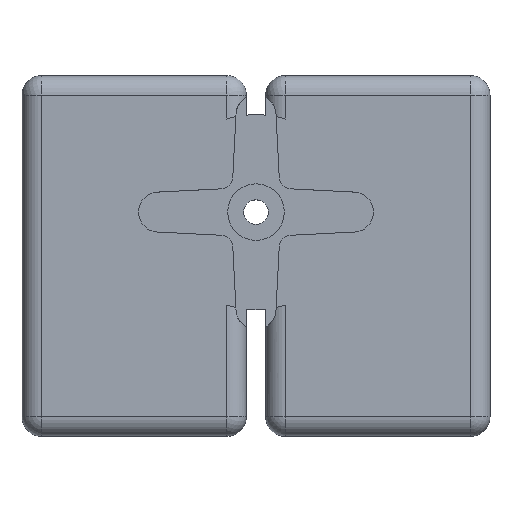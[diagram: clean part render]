
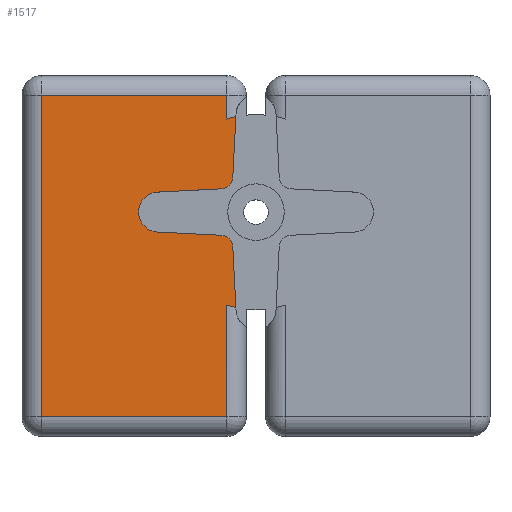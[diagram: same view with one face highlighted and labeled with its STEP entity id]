
A CAD part, top view. The second image highlights one B-rep face of the part: STEP entity #1517.
In plain terms, the highlighted planar face has unit normal (0, 0, 1).
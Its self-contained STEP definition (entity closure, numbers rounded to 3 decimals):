
#72=CIRCLE('',#1629,2.05);
#73=CIRCLE('',#1632,1.4);
#74=CIRCLE('',#1634,1.4);
#80=CIRCLE('',#1653,1.4);
#81=CIRCLE('',#1655,1.4);
#83=CIRCLE('',#1660,10.);
#85=CIRCLE('',#1664,10.);
#237=FACE_OUTER_BOUND('',#333,.T.);
#333=EDGE_LOOP('',(#1213,#1214,#1215,#1216,#1217,#1218,#1219,#1220,#1221,
#1222,#1223,#1224,#1225,#1226,#1227,#1228));
#429=LINE('',#2446,#547);
#447=LINE('',#2537,#565);
#463=LINE('',#2600,#581);
#467=LINE('',#2611,#585);
#468=LINE('',#2621,#586);
#469=LINE('',#2638,#587);
#470=LINE('',#2640,#588);
#471=LINE('',#2642,#589);
#472=LINE('',#2643,#590);
#547=VECTOR('',#1876,10.);
#565=VECTOR('',#1936,10.);
#581=VECTOR('',#1994,10.);
#585=VECTOR('',#2008,10.);
#586=VECTOR('',#2011,10.);
#587=VECTOR('',#2026,10.);
#588=VECTOR('',#2027,10.);
#589=VECTOR('',#2028,10.);
#590=VECTOR('',#2029,10.);
#679=VERTEX_POINT('',#2443);
#680=VERTEX_POINT('',#2445);
#706=VERTEX_POINT('',#2530);
#707=VERTEX_POINT('',#2532);
#708=VERTEX_POINT('',#2536);
#709=VERTEX_POINT('',#2540);
#721=VERTEX_POINT('',#2597);
#722=VERTEX_POINT('',#2599);
#723=VERTEX_POINT('',#2603);
#724=VERTEX_POINT('',#2607);
#725=VERTEX_POINT('',#2613);
#726=VERTEX_POINT('',#2620);
#728=VERTEX_POINT('',#2635);
#729=VERTEX_POINT('',#2637);
#730=VERTEX_POINT('',#2639);
#731=VERTEX_POINT('',#2641);
#832=EDGE_CURVE('',#680,#679,#429,.T.);
#865=EDGE_CURVE('',#707,#706,#72,.T.);
#867=EDGE_CURVE('',#708,#707,#447,.T.);
#869=EDGE_CURVE('',#709,#708,#73,.T.);
#871=EDGE_CURVE('',#679,#709,#74,.T.);
#893=EDGE_CURVE('',#722,#721,#463,.T.);
#895=EDGE_CURVE('',#723,#722,#80,.T.);
#897=EDGE_CURVE('',#724,#723,#81,.T.);
#899=EDGE_CURVE('',#706,#724,#467,.T.);
#901=EDGE_CURVE('',#725,#726,#468,.T.);
#903=EDGE_CURVE('',#725,#680,#83,.T.);
#906=EDGE_CURVE('',#721,#728,#85,.T.);
#907=EDGE_CURVE('',#729,#728,#469,.T.);
#908=EDGE_CURVE('',#730,#729,#470,.T.);
#909=EDGE_CURVE('',#731,#730,#471,.T.);
#910=EDGE_CURVE('',#726,#731,#472,.T.);
#1213=ORIENTED_EDGE('',*,*,#832,.T.);
#1214=ORIENTED_EDGE('',*,*,#871,.T.);
#1215=ORIENTED_EDGE('',*,*,#869,.T.);
#1216=ORIENTED_EDGE('',*,*,#867,.T.);
#1217=ORIENTED_EDGE('',*,*,#865,.T.);
#1218=ORIENTED_EDGE('',*,*,#899,.T.);
#1219=ORIENTED_EDGE('',*,*,#897,.T.);
#1220=ORIENTED_EDGE('',*,*,#895,.T.);
#1221=ORIENTED_EDGE('',*,*,#893,.T.);
#1222=ORIENTED_EDGE('',*,*,#906,.T.);
#1223=ORIENTED_EDGE('',*,*,#907,.F.);
#1224=ORIENTED_EDGE('',*,*,#908,.F.);
#1225=ORIENTED_EDGE('',*,*,#909,.F.);
#1226=ORIENTED_EDGE('',*,*,#910,.F.);
#1227=ORIENTED_EDGE('',*,*,#901,.F.);
#1228=ORIENTED_EDGE('',*,*,#903,.T.);
#1469=PLANE('',#1663);
#1517=ADVANCED_FACE('',(#237),#1469,.T.);
#1629=AXIS2_PLACEMENT_3D('',#2533,#1931,#1932);
#1632=AXIS2_PLACEMENT_3D('',#2541,#1940,#1941);
#1634=AXIS2_PLACEMENT_3D('',#2544,#1945,#1946);
#1653=AXIS2_PLACEMENT_3D('',#2604,#1998,#1999);
#1655=AXIS2_PLACEMENT_3D('',#2608,#2003,#2004);
#1660=AXIS2_PLACEMENT_3D('',#2624,#2016,#2017);
#1663=AXIS2_PLACEMENT_3D('',#2634,#2022,#2023);
#1664=AXIS2_PLACEMENT_3D('',#2636,#2024,#2025);
#1876=DIRECTION('',(-0.051,0.999,0.));
#1931=DIRECTION('center_axis',(0.,0.,-1.));
#1932=DIRECTION('ref_axis',(-0.051,0.999,0.));
#1936=DIRECTION('',(-0.999,0.051,0.));
#1940=DIRECTION('center_axis',(0.,0.,1.));
#1941=DIRECTION('ref_axis',(0.688,0.726,0.));
#1945=DIRECTION('center_axis',(0.,0.,1.));
#1946=DIRECTION('ref_axis',(0.997,0.077,0.));
#1994=DIRECTION('',(0.051,0.999,0.));
#1998=DIRECTION('center_axis',(0.,0.,1.));
#1999=DIRECTION('ref_axis',(0.726,-0.688,0.));
#2003=DIRECTION('center_axis',(0.,0.,1.));
#2004=DIRECTION('ref_axis',(0.077,-0.997,0.));
#2008=DIRECTION('',(0.999,0.051,0.));
#2011=DIRECTION('',(0.,-1.,0.));
#2016=DIRECTION('center_axis',(0.,0.,1.));
#2017=DIRECTION('ref_axis',(1.,0.,0.));
#2022=DIRECTION('center_axis',(0.,0.,1.));
#2023=DIRECTION('ref_axis',(1.,0.,0.));
#2024=DIRECTION('center_axis',(0.,0.,1.));
#2025=DIRECTION('ref_axis',(1.,0.,0.));
#2026=DIRECTION('',(0.,-1.,0.));
#2027=DIRECTION('',(1.,0.,0.));
#2028=DIRECTION('',(0.,1.,0.));
#2029=DIRECTION('',(-1.,0.,0.));
#2443=CARTESIAN_POINT('',(-2.379,-3.612,8.2));
#2445=CARTESIAN_POINT('',(-2.064,-9.785,8.2));
#2446=CARTESIAN_POINT('',(-2.187,-7.362,8.2));
#2530=CARTESIAN_POINT('',(-10.104,2.047,8.2));
#2532=CARTESIAN_POINT('',(-10.104,-2.047,8.2));
#2533=CARTESIAN_POINT('Origin',(-10.,0.,
8.2));
#2536=CARTESIAN_POINT('',(-3.612,-2.379,8.2));
#2537=CARTESIAN_POINT('',(-1.757,-2.473,8.2));
#2540=CARTESIAN_POINT('',(-2.758,-2.758,8.2));
#2541=CARTESIAN_POINT('Origin',(-3.72,-3.774,8.2));
#2544=CARTESIAN_POINT('Origin',(-3.774,-3.72,8.2));
#2597=CARTESIAN_POINT('',(-2.064,9.785,8.2));
#2599=CARTESIAN_POINT('',(-2.379,3.612,8.2));
#2600=CARTESIAN_POINT('',(-2.582,-0.373,8.2));
#2603=CARTESIAN_POINT('',(-2.758,2.758,8.2));
#2604=CARTESIAN_POINT('Origin',(-3.774,3.72,8.2));
#2607=CARTESIAN_POINT('',(-3.612,2.379,8.2));
#2608=CARTESIAN_POINT('Origin',(-3.72,3.774,8.2));
#2611=CARTESIAN_POINT('',(-5.232,2.296,8.2));
#2613=CARTESIAN_POINT('',(-3.,-9.539,8.2));
#2620=CARTESIAN_POINT('',(-3.,-21.,8.2));
#2621=CARTESIAN_POINT('',(-3.,-13.75,8.2));
#2624=CARTESIAN_POINT('Origin',(0.,0.,8.2));
#2634=CARTESIAN_POINT('Origin',(0.,-4.5,8.2));
#2635=CARTESIAN_POINT('',(-3.,9.539,8.2));
#2636=CARTESIAN_POINT('Origin',(0.,0.,8.2));
#2637=CARTESIAN_POINT('',(-3.,12.,8.2));
#2638=CARTESIAN_POINT('',(-3.,2.725,8.2));
#2639=CARTESIAN_POINT('',(-22.,12.,8.2));
#2640=CARTESIAN_POINT('',(-0.5,12.,8.2));
#2641=CARTESIAN_POINT('',(-22.,-21.,8.2));
#2642=CARTESIAN_POINT('',(-22.,4.75,8.2));
#2643=CARTESIAN_POINT('',(-12.,-21.,8.2));
